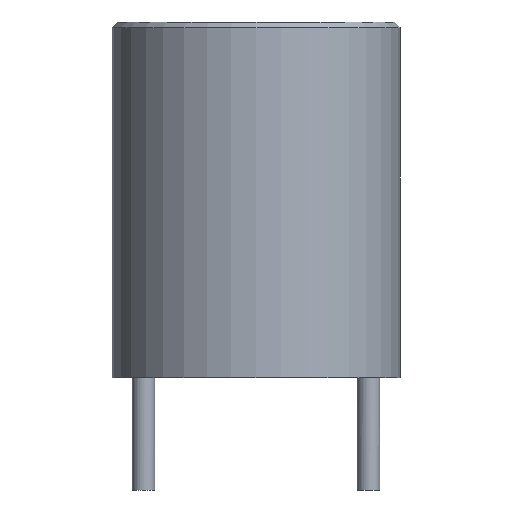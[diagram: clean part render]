
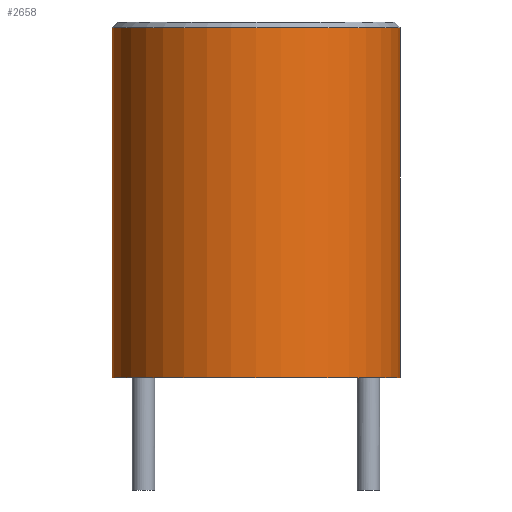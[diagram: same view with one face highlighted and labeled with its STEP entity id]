
A CAD part, front view. The second image highlights one B-rep face of the part: STEP entity #2658.
In plain terms, the highlighted cylindrical face has radius 6.4 mm (diameter 12.8 mm), a full revolution.
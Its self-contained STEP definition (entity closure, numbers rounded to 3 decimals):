
#820=ORIENTED_EDGE('',*,*,#1243,.F.);
#821=ORIENTED_EDGE('',*,*,#1073,.F.);
#1073=EDGE_CURVE('',#1333,#1333,#1503,.T.);
#1243=EDGE_CURVE('',#1450,#1450,#1523,.T.);
#1333=VERTEX_POINT('',#3347);
#1450=VERTEX_POINT('',#4051);
#1503=CIRCLE('',#2724,6.4);
#1523=CIRCLE('',#2802,6.4);
#1601=EDGE_LOOP('',(#820));
#1602=EDGE_LOOP('',(#821));
#1734=FACE_BOUND('',#1601,.T.);
#1735=FACE_BOUND('',#1602,.T.);
#1806=CYLINDRICAL_SURFACE('',#2801,6.4);
#2658=ADVANCED_FACE('',(#1734,#1735),#1806,.T.);
#2724=AXIS2_PLACEMENT_3D('',#3346,#2878,#2879);
#2801=AXIS2_PLACEMENT_3D('',#4049,#3164,#3165);
#2802=AXIS2_PLACEMENT_3D('',#4050,#3166,#3167);
#2878=DIRECTION('',(0.,0.,-1.));
#2879=DIRECTION('',(-1.,0.,0.));
#3164=DIRECTION('',(0.,0.,1.));
#3165=DIRECTION('',(-1.,0.,0.));
#3166=DIRECTION('',(0.,0.,1.));
#3167=DIRECTION('',(1.,0.,0.));
#3346=CARTESIAN_POINT('',(0.,0.,0.));
#3347=CARTESIAN_POINT('',(-6.4,0.,0.));
#4049=CARTESIAN_POINT('',(0.,0.,0.));
#4050=CARTESIAN_POINT('',(0.,0.,15.55));
#4051=CARTESIAN_POINT('',(6.4,0.,15.55));
